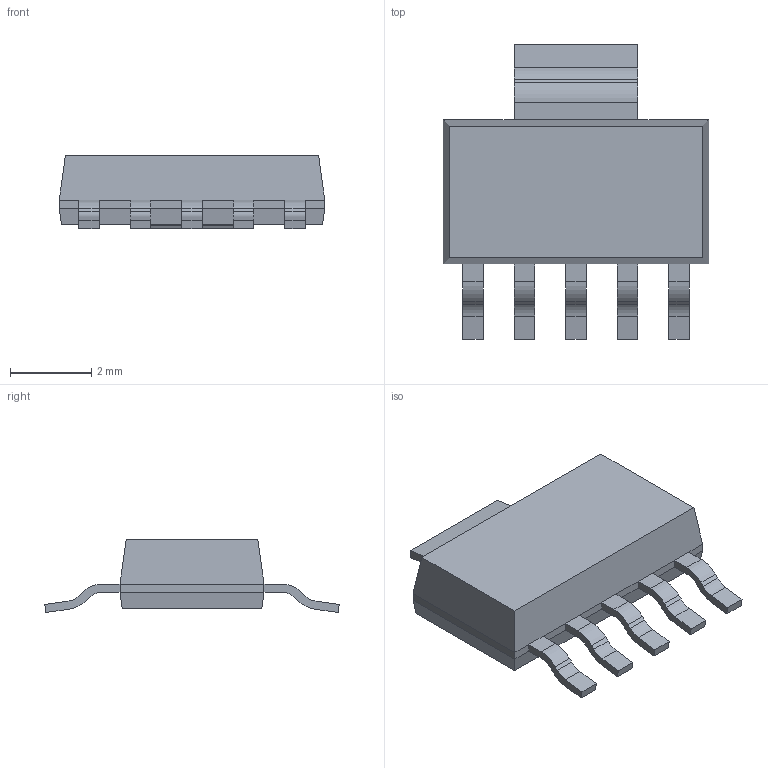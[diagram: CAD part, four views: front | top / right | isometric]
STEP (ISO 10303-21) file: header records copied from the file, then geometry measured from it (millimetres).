
FILE_DESCRIPTION (( 'STEP AP214' ), '1' );
FILE_NAME ('8F21F0BE-CC20-4D73-8F02-EE0CE736F9DD.STEP', '2023-07-30T03:06:17', ( '' ), ( '' ), 'SwSTEP 2.0', 'SolidWorks 2022', '' );
FILE_SCHEMA (( 'AUTOMOTIVE_DESIGN' ));
Length unit declared in the file: millimetre
Products named in the file (1): 8F21F0BE-CC20-4D73-8F02-EE0CE736F9DD
Bounding box: 6.55 x 7.26 x 1.8 mm (x, y, z)
Volume: 39.8 mm3; surface area: 102.8 mm2
Topology: 1 solids, 1 shells, 98 faces, 256 edges, 160 vertices
Faces by surface type: plane 74, cylinder 24
Entity records: 4064 total; most frequent: CARTESIAN_POINT 515, ORIENTED_EDGE 512, DIRECTION 502, EDGE_CURVE 256, LINE 208, VECTOR 208, VERTEX_POINT 160, AXIS2_PLACEMENT_3D 147
